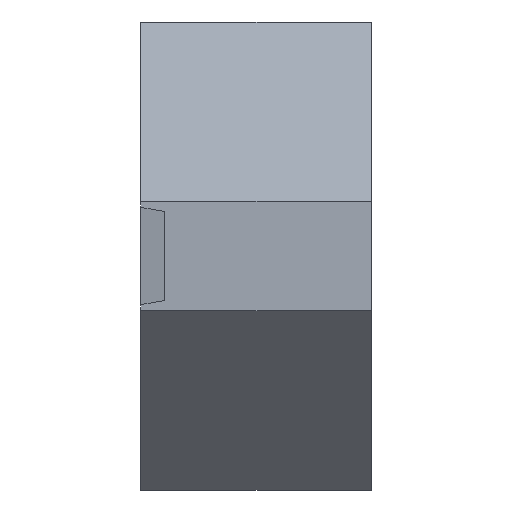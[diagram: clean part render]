
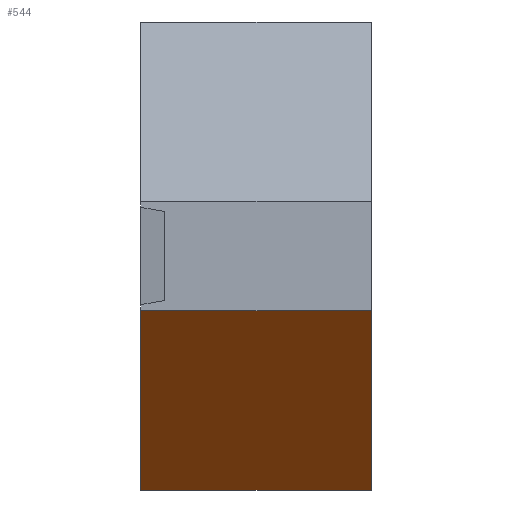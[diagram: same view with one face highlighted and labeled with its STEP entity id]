
A CAD part, left-side view. The second image highlights one B-rep face of the part: STEP entity #544.
In plain terms, the highlighted planar face has unit normal (-0.707, 0, -0.707).
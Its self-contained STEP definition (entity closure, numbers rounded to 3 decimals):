
#19 = EDGE_LOOP ( 'NONE', ( #806, #586, #918, #532 ) ) ;
#33 = CARTESIAN_POINT ( 'NONE',  ( -21.1, 0., -3.437 ) ) ;
#41 = LINE ( 'NONE', #512, #916 ) ;
#46 = DIRECTION ( 'NONE',  ( -0.707, 0., 0.707 ) ) ;
#121 = EDGE_CURVE ( 'NONE', #779, #191, #41, .T. ) ;
#142 = VECTOR ( 'NONE', #46, 1000. ) ;
#178 = DIRECTION ( 'NONE',  ( 0., -1., 0. ) ) ;
#183 = LINE ( 'NONE', #821, #1048 ) ;
#190 = EDGE_CURVE ( 'NONE', #191, #244, #905, .T. ) ;
#191 = VERTEX_POINT ( 'NONE', #860 ) ;
#235 = CARTESIAN_POINT ( 'NONE',  ( -21.1, 14.5, -3.437 ) ) ;
#237 = DIRECTION ( 'NONE',  ( 0.707, 0., -0.707 ) ) ;
#244 = VERTEX_POINT ( 'NONE', #33 ) ;
#286 = CARTESIAN_POINT ( 'NONE',  ( -12.268, 0., -12.268 ) ) ;
#392 = PLANE ( 'NONE',  #1002 ) ;
#393 = LINE ( 'NONE', #712, #890 ) ;
#473 = EDGE_CURVE ( 'NONE', #801, #244, #393, .T. ) ;
#512 = CARTESIAN_POINT ( 'NONE',  ( -9.813, 14.5, -14.723 ) ) ;
#532 = ORIENTED_EDGE ( 'NONE', *, *, #121, .T. ) ;
#544 = ADVANCED_FACE ( 'NONE', ( #778 ), #392, .F. ) ;
#562 = DIRECTION ( 'NONE',  ( 0.707, 0., 0.707 ) ) ;
#586 = ORIENTED_EDGE ( 'NONE', *, *, #473, .F. ) ;
#622 = EDGE_CURVE ( 'NONE', #779, #801, #183, .T. ) ;
#712 = CARTESIAN_POINT ( 'NONE',  ( -21.1, 14.5, -3.437 ) ) ;
#778 = FACE_OUTER_BOUND ( 'NONE', #19, .T. ) ;
#779 = VERTEX_POINT ( 'NONE', #814 ) ;
#796 = CARTESIAN_POINT ( 'NONE',  ( -12.268, 14.5, -12.268 ) ) ;
#801 = VERTEX_POINT ( 'NONE', #235 ) ;
#806 = ORIENTED_EDGE ( 'NONE', *, *, #190, .T. ) ;
#814 = CARTESIAN_POINT ( 'NONE',  ( -9.813, 14.5, -14.723 ) ) ;
#821 = CARTESIAN_POINT ( 'NONE',  ( -12.268, 14.5, -12.268 ) ) ;
#860 = CARTESIAN_POINT ( 'NONE',  ( -9.813, 0., -14.723 ) ) ;
#878 = DIRECTION ( 'NONE',  ( 0., -1., 0. ) ) ;
#890 = VECTOR ( 'NONE', #878, 1000. ) ;
#905 = LINE ( 'NONE', #286, #142 ) ;
#916 = VECTOR ( 'NONE', #178, 1000. ) ;
#918 = ORIENTED_EDGE ( 'NONE', *, *, #622, .F. ) ;
#1002 = AXIS2_PLACEMENT_3D ( 'NONE', #796, #562, #237 ) ;
#1048 = VECTOR ( 'NONE', #1056, 1000. ) ;
#1056 = DIRECTION ( 'NONE',  ( -0.707, 0., 0.707 ) ) ;
